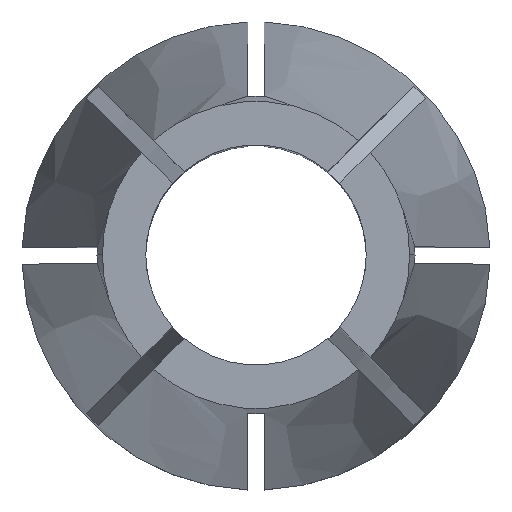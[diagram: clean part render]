
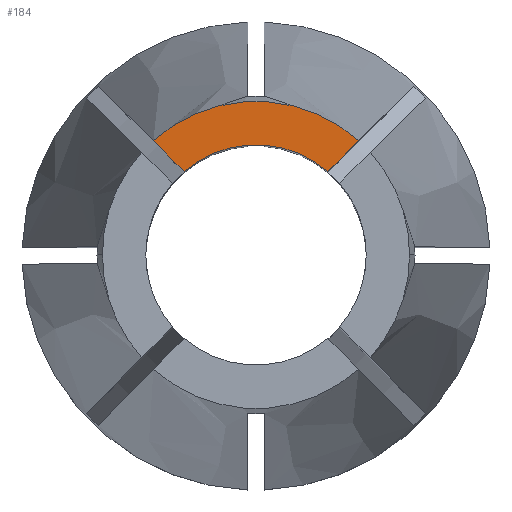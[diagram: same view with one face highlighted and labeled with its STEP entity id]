
A CAD part, top view. The second image highlights one B-rep face of the part: STEP entity #184.
In plain terms, the highlighted planar face has unit normal (0, 0, 1).
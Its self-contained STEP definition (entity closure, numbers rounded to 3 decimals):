
#59 = CARTESIAN_POINT ( 'NONE',  ( 3.726, 4.15, 0. ) ) ;
#67 = VERTEX_POINT ( 'NONE', #954 ) ;
#72 = DIRECTION ( 'NONE',  ( 1., 0., 0. ) ) ;
#184 = ADVANCED_FACE ( 'NONE', ( #1350 ), #1329, .F. ) ;
#199 = AXIS2_PLACEMENT_3D ( 'NONE', #1436, #1557, #72 ) ;
#218 = VERTEX_POINT ( 'NONE', #634 ) ;
#403 = DIRECTION ( 'NONE',  ( -1., 0., 0. ) ) ;
#496 = EDGE_CURVE ( 'NONE', #67, #1105, #1028, .T. ) ;
#526 = DIRECTION ( 'NONE',  ( 0.707, 0.707, 0. ) ) ;
#554 = DIRECTION ( 'NONE',  ( 1., 0., 0. ) ) ;
#611 = DIRECTION ( 'NONE',  ( 0., 0., 1. ) ) ;
#633 = EDGE_LOOP ( 'NONE', ( #1663, #721, #1433, #1077 ) ) ;
#634 = CARTESIAN_POINT ( 'NONE',  ( -3.726, 4.15, 0. ) ) ;
#721 = ORIENTED_EDGE ( 'NONE', *, *, #496, .T. ) ;
#809 = VECTOR ( 'NONE', #526, 1000. ) ;
#911 = CIRCLE ( 'NONE', #199, 4. ) ;
#944 = DIRECTION ( 'NONE',  ( 0., 0., -1. ) ) ;
#954 = CARTESIAN_POINT ( 'NONE',  ( 2.608, 3.033, 0. ) ) ;
#961 = CARTESIAN_POINT ( 'NONE',  ( 0.212, 0.212, 0. ) ) ;
#976 = DIRECTION ( 'NONE',  ( 0.707, -0.707, 0. ) ) ;
#991 = CIRCLE ( 'NONE', #1601, 5.577 ) ;
#1028 = LINE ( 'NONE', #1942, #809 ) ;
#1077 = ORIENTED_EDGE ( 'NONE', *, *, #1776, .T. ) ;
#1105 = VERTEX_POINT ( 'NONE', #59 ) ;
#1210 = LINE ( 'NONE', #961, #1426 ) ;
#1329 = PLANE ( 'NONE',  #2066 ) ;
#1334 = CARTESIAN_POINT ( 'NONE',  ( 0., 0., 0. ) ) ;
#1350 = FACE_OUTER_BOUND ( 'NONE', #633, .T. ) ;
#1391 = CARTESIAN_POINT ( 'NONE',  ( 0., 0., 0. ) ) ;
#1413 = EDGE_CURVE ( 'NONE', #67, #1844, #911, .T. ) ;
#1426 = VECTOR ( 'NONE', #976, 1000. ) ;
#1433 = ORIENTED_EDGE ( 'NONE', *, *, #1620, .T. ) ;
#1436 = CARTESIAN_POINT ( 'NONE',  ( 0., 0., 0. ) ) ;
#1557 = DIRECTION ( 'NONE',  ( 0., 0., 1. ) ) ;
#1601 = AXIS2_PLACEMENT_3D ( 'NONE', #1334, #611, #554 ) ;
#1620 = EDGE_CURVE ( 'NONE', #1105, #218, #991, .T. ) ;
#1663 = ORIENTED_EDGE ( 'NONE', *, *, #1413, .F. ) ;
#1731 = CARTESIAN_POINT ( 'NONE',  ( -2.608, 3.033, 0. ) ) ;
#1776 = EDGE_CURVE ( 'NONE', #218, #1844, #1210, .T. ) ;
#1844 = VERTEX_POINT ( 'NONE', #1731 ) ;
#1942 = CARTESIAN_POINT ( 'NONE',  ( -0.212, 0.212, 0. ) ) ;
#2066 = AXIS2_PLACEMENT_3D ( 'NONE', #1391, #944, #403 ) ;
